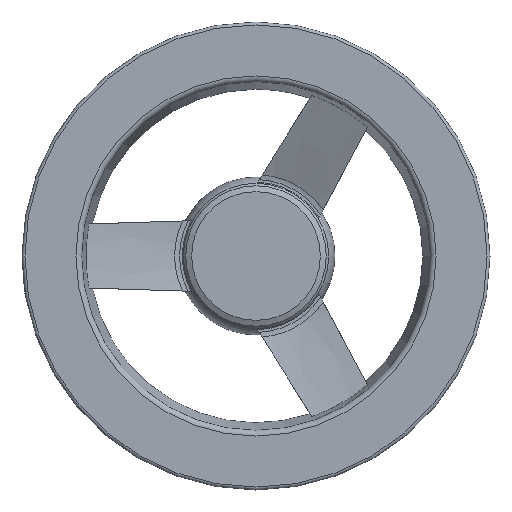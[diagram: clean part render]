
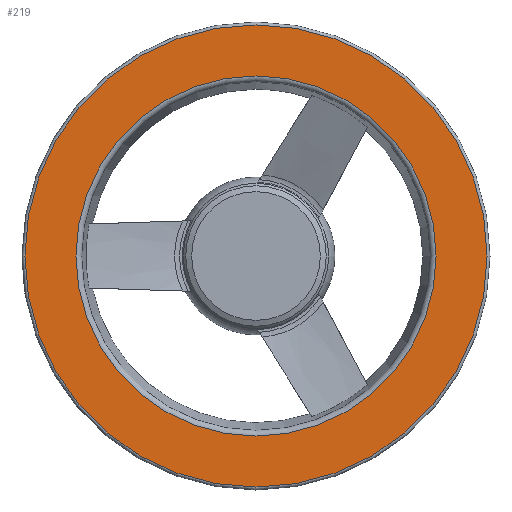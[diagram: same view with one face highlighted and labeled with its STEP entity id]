
A CAD part, left-side view. The second image highlights one B-rep face of the part: STEP entity #219.
In plain terms, the highlighted planar face has unit normal (-1, 0, 0).
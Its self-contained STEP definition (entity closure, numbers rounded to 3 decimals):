
#106=PLANE('',#1057);
#193=FACE_BOUND('',#347,.T.);
#219=ADVANCED_FACE('',(#193,#281),#106,.F.);
#281=FACE_OUTER_BOUND('',#348,.T.);
#347=EDGE_LOOP('',(#567));
#348=EDGE_LOOP('',(#568));
#411=CIRCLE('',#1039,61.562);
#419=CIRCLE('',#1055,79.);
#567=ORIENTED_EDGE('',*,*,#886,.F.);
#568=ORIENTED_EDGE('',*,*,#901,.T.);
#777=VERTEX_POINT('',#1725);
#790=VERTEX_POINT('',#1785);
#886=EDGE_CURVE('',#777,#777,#411,.T.);
#901=EDGE_CURVE('',#790,#790,#419,.T.);
#1039=AXIS2_PLACEMENT_3D('',#1724,#1190,#1191);
#1055=AXIS2_PLACEMENT_3D('',#1784,#1223,#1224);
#1057=AXIS2_PLACEMENT_3D('',#1787,#1227,#1228);
#1190=DIRECTION('',(-1.,0.,0.));
#1191=DIRECTION('',(0.,0.,1.));
#1223=DIRECTION('',(-1.,0.,0.));
#1224=DIRECTION('',(0.,0.,1.));
#1227=DIRECTION('',(1.,0.,0.));
#1228=DIRECTION('',(0.,0.,-1.));
#1724=CARTESIAN_POINT('',(355.906,216.236,9.075));
#1725=CARTESIAN_POINT('',(355.906,216.236,70.636));
#1784=CARTESIAN_POINT('',(355.906,216.236,9.075));
#1785=CARTESIAN_POINT('',(355.906,216.236,88.075));
#1787=CARTESIAN_POINT('',(355.906,137.236,9.075));
